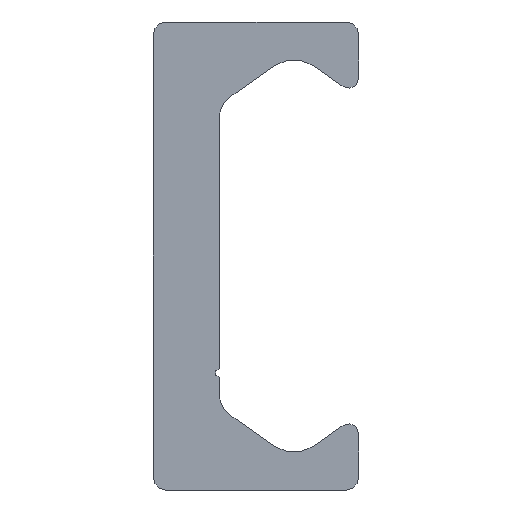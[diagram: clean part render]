
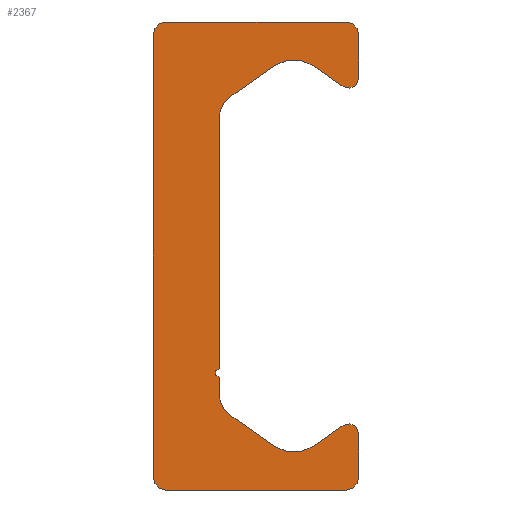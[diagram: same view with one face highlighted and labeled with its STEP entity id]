
A CAD part, left-side view. The second image highlights one B-rep face of the part: STEP entity #2367.
In plain terms, the highlighted planar face has unit normal (-1, 0, 0).
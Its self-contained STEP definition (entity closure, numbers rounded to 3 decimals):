
#1476=CARTESIAN_POINT('',(0.0,5.4,-14.));
#1477=VERTEX_POINT('',#1476);
#1484=CARTESIAN_POINT('',(0.0,6.15,-13.25));
#1485=VERTEX_POINT('',#1484);
#1486=CARTESIAN_POINT('',(0.0,5.4,-13.25));
#1487=DIRECTION('',(1.0,0.0,0.0));
#1488=DIRECTION('',(0.0,0.0,-1.0));
#1489=AXIS2_PLACEMENT_3D('',#1486,#1487,#1488);
#1490=CIRCLE('',#1489,0.75);
#1491=EDGE_CURVE('',#1477,#1485,#1490,.T.);
#1515=CARTESIAN_POINT('',(0.0,-5.4,-14.));
#1516=VERTEX_POINT('',#1515);
#1523=CARTESIAN_POINT('',(0.0,-5.4,-14.));
#1524=DIRECTION('',(0.0,1.0,0.0));
#1525=VECTOR('',#1524,10.8);
#1526=LINE('',#1523,#1525);
#1527=EDGE_CURVE('',#1516,#1477,#1526,.T.);
#1547=CARTESIAN_POINT('',(0.0,-6.15,-13.25));
#1548=VERTEX_POINT('',#1547);
#1555=CARTESIAN_POINT('',(0.0,-5.4,-13.25));
#1556=DIRECTION('',(1.0,0.0,0.0));
#1557=DIRECTION('',(0.0,-1.0,0.0));
#1558=AXIS2_PLACEMENT_3D('',#1555,#1556,#1557);
#1559=CIRCLE('',#1558,0.75);
#1560=EDGE_CURVE('',#1548,#1516,#1559,.T.);
#1579=CARTESIAN_POINT('',(0.0,-6.15,-10.63));
#1580=VERTEX_POINT('',#1579);
#1587=CARTESIAN_POINT('',(0.0,-6.15,-10.63));
#1588=DIRECTION('',(0.0,0.0,-1.0));
#1589=VECTOR('',#1588,2.62);
#1590=LINE('',#1587,#1589);
#1591=EDGE_CURVE('',#1580,#1548,#1590,.T.);
#1611=CARTESIAN_POINT('',(0.0,-5.206,-10.139));
#1612=VERTEX_POINT('',#1611);
#1619=CARTESIAN_POINT('',(0.0,-5.55,-10.63));
#1620=DIRECTION('',(1.0,0.0,0.0));
#1621=DIRECTION('',(0.0,0.574,0.819));
#1622=AXIS2_PLACEMENT_3D('',#1619,#1620,#1621);
#1623=CIRCLE('',#1622,0.6);
#1624=EDGE_CURVE('',#1612,#1580,#1623,.T.);
#1643=CARTESIAN_POINT('',(0.0,-3.417,-11.391));
#1644=VERTEX_POINT('',#1643);
#1651=CARTESIAN_POINT('',(0.0,-3.417,-11.391));
#1652=DIRECTION('',(0.0,-0.819,0.574));
#1653=VECTOR('',#1652,2.184);
#1654=LINE('',#1651,#1653);
#1655=EDGE_CURVE('',#1644,#1612,#1654,.T.);
#1675=CARTESIAN_POINT('',(0.0,-1.123,-11.391));
#1676=VERTEX_POINT('',#1675);
#1683=CARTESIAN_POINT('',(0.0,-2.27,-9.753));
#1684=DIRECTION('',(-1.0,0.0,0.0));
#1685=DIRECTION('',(0.0,0.574,0.819));
#1686=AXIS2_PLACEMENT_3D('',#1683,#1684,#1685);
#1687=CIRCLE('',#1686,2.0);
#1688=EDGE_CURVE('',#1676,#1644,#1687,.T.);
#1707=CARTESIAN_POINT('',(0.0,1.56,-9.512));
#1708=VERTEX_POINT('',#1707);
#1715=CARTESIAN_POINT('',(0.0,1.56,-9.512));
#1716=DIRECTION('',(0.0,-0.819,-0.574));
#1717=VECTOR('',#1716,3.276);
#1718=LINE('',#1715,#1717);
#1719=EDGE_CURVE('',#1708,#1676,#1718,.T.);
#1739=CARTESIAN_POINT('',(0.0,2.2,-8.283));
#1740=VERTEX_POINT('',#1739);
#1747=CARTESIAN_POINT('',(0.0,0.7,-8.283));
#1748=DIRECTION('',(-1.0,0.0,0.0));
#1749=DIRECTION('',(0.0,-0.574,0.819));
#1750=AXIS2_PLACEMENT_3D('',#1747,#1748,#1749);
#1751=CIRCLE('',#1750,1.5);
#1752=EDGE_CURVE('',#1740,#1708,#1751,.T.);
#1771=CARTESIAN_POINT('',(0.0,2.2,-7.25));
#1772=VERTEX_POINT('',#1771);
#1779=CARTESIAN_POINT('',(0.0,2.2,-7.25));
#1780=DIRECTION('',(0.0,0.0,-1.0));
#1781=VECTOR('',#1780,1.033);
#1782=LINE('',#1779,#1781);
#1783=EDGE_CURVE('',#1772,#1740,#1782,.T.);
#1803=CARTESIAN_POINT('',(0.0,2.2,-6.75));
#1804=VERTEX_POINT('',#1803);
#1811=CARTESIAN_POINT('',(0.0,2.2,-7.));
#1812=DIRECTION('',(-1.0,0.0,0.0));
#1813=DIRECTION('',(0.0,0.0,1.0));
#1814=AXIS2_PLACEMENT_3D('',#1811,#1812,#1813);
#1815=CIRCLE('',#1814,0.25);
#1816=EDGE_CURVE('',#1804,#1772,#1815,.T.);
#1835=CARTESIAN_POINT('',(0.0,2.2,8.283));
#1836=VERTEX_POINT('',#1835);
#1843=CARTESIAN_POINT('',(0.0,2.2,8.283));
#1844=DIRECTION('',(0.0,0.0,-1.0));
#1845=VECTOR('',#1844,15.033);
#1846=LINE('',#1843,#1845);
#1847=EDGE_CURVE('',#1836,#1804,#1846,.T.);
#1954=CARTESIAN_POINT('',(0.0,1.56,9.512));
#1955=VERTEX_POINT('',#1954);
#1962=CARTESIAN_POINT('',(0.0,0.7,8.283));
#1963=DIRECTION('',(-1.0,0.0,0.0));
#1964=DIRECTION('',(0.0,-1.0,0.0));
#1965=AXIS2_PLACEMENT_3D('',#1962,#1963,#1964);
#1966=CIRCLE('',#1965,1.5);
#1967=EDGE_CURVE('',#1955,#1836,#1966,.T.);
#1986=CARTESIAN_POINT('',(0.0,-1.123,11.391));
#1987=VERTEX_POINT('',#1986);
#1994=CARTESIAN_POINT('',(0.0,-1.123,11.391));
#1995=DIRECTION('',(0.0,0.819,-0.574));
#1996=VECTOR('',#1995,3.276);
#1997=LINE('',#1994,#1996);
#1998=EDGE_CURVE('',#1987,#1955,#1997,.T.);
#2018=CARTESIAN_POINT('',(0.0,-3.417,11.391));
#2019=VERTEX_POINT('',#2018);
#2026=CARTESIAN_POINT('',(0.0,-2.27,9.753));
#2027=DIRECTION('',(-1.0,0.0,0.0));
#2028=DIRECTION('',(0.0,-0.574,-0.819));
#2029=AXIS2_PLACEMENT_3D('',#2026,#2027,#2028);
#2030=CIRCLE('',#2029,2.0);
#2031=EDGE_CURVE('',#2019,#1987,#2030,.T.);
#2050=CARTESIAN_POINT('',(0.0,-5.206,10.139));
#2051=VERTEX_POINT('',#2050);
#2058=CARTESIAN_POINT('',(0.0,-5.206,10.139));
#2059=DIRECTION('',(0.0,0.819,0.574));
#2060=VECTOR('',#2059,2.184);
#2061=LINE('',#2058,#2060);
#2062=EDGE_CURVE('',#2051,#2019,#2061,.T.);
#2082=CARTESIAN_POINT('',(0.0,-6.15,10.63));
#2083=VERTEX_POINT('',#2082);
#2090=CARTESIAN_POINT('',(0.0,-5.55,10.63));
#2091=DIRECTION('',(1.0,0.0,0.0));
#2092=DIRECTION('',(0.0,-1.0,0.0));
#2093=AXIS2_PLACEMENT_3D('',#2090,#2091,#2092);
#2094=CIRCLE('',#2093,0.6);
#2095=EDGE_CURVE('',#2083,#2051,#2094,.T.);
#2114=CARTESIAN_POINT('',(0.0,-6.15,13.25));
#2115=VERTEX_POINT('',#2114);
#2122=CARTESIAN_POINT('',(0.0,-6.15,13.25));
#2123=DIRECTION('',(0.0,0.0,-1.0));
#2124=VECTOR('',#2123,2.62);
#2125=LINE('',#2122,#2124);
#2126=EDGE_CURVE('',#2115,#2083,#2125,.T.);
#2146=CARTESIAN_POINT('',(0.0,-5.4,14.));
#2147=VERTEX_POINT('',#2146);
#2154=CARTESIAN_POINT('',(0.0,-5.4,13.25));
#2155=DIRECTION('',(1.0,0.0,0.0));
#2156=DIRECTION('',(0.0,0.0,1.0));
#2157=AXIS2_PLACEMENT_3D('',#2154,#2155,#2156);
#2158=CIRCLE('',#2157,0.75);
#2159=EDGE_CURVE('',#2147,#2115,#2158,.T.);
#2178=CARTESIAN_POINT('',(0.0,5.4,14.));
#2179=VERTEX_POINT('',#2178);
#2186=CARTESIAN_POINT('',(0.0,5.4,14.));
#2187=DIRECTION('',(0.0,-1.0,0.0));
#2188=VECTOR('',#2187,10.8);
#2189=LINE('',#2186,#2188);
#2190=EDGE_CURVE('',#2179,#2147,#2189,.T.);
#2210=CARTESIAN_POINT('',(0.0,6.15,13.25));
#2211=VERTEX_POINT('',#2210);
#2218=CARTESIAN_POINT('',(0.0,5.4,13.25));
#2219=DIRECTION('',(1.0,0.0,0.0));
#2220=DIRECTION('',(0.0,1.0,0.0));
#2221=AXIS2_PLACEMENT_3D('',#2218,#2219,#2220);
#2222=CIRCLE('',#2221,0.75);
#2223=EDGE_CURVE('',#2211,#2179,#2222,.T.);
#2241=CARTESIAN_POINT('',(0.0,6.15,-13.25));
#2242=DIRECTION('',(0.0,0.0,1.0));
#2243=VECTOR('',#2242,26.5);
#2244=LINE('',#2241,#2243);
#2245=EDGE_CURVE('',#1485,#2211,#2244,.T.);
#2338=CARTESIAN_POINT('',(0.0,1.352,-0.021));
#2339=DIRECTION('',(1.0,0.0,0.0));
#2340=DIRECTION('',(0.0,0.0,-1.0));
#2341=AXIS2_PLACEMENT_3D('',#2338,#2339,#2340);
#2342=PLANE('',#2341);
#2343=ORIENTED_EDGE('',*,*,#2245,.F.);
#2344=ORIENTED_EDGE('',*,*,#1491,.F.);
#2345=ORIENTED_EDGE('',*,*,#1527,.F.);
#2346=ORIENTED_EDGE('',*,*,#1560,.F.);
#2347=ORIENTED_EDGE('',*,*,#1591,.F.);
#2348=ORIENTED_EDGE('',*,*,#1624,.F.);
#2349=ORIENTED_EDGE('',*,*,#1655,.F.);
#2350=ORIENTED_EDGE('',*,*,#1688,.F.);
#2351=ORIENTED_EDGE('',*,*,#1719,.F.);
#2352=ORIENTED_EDGE('',*,*,#1752,.F.);
#2353=ORIENTED_EDGE('',*,*,#1783,.F.);
#2354=ORIENTED_EDGE('',*,*,#1816,.F.);
#2355=ORIENTED_EDGE('',*,*,#1847,.F.);
#2356=ORIENTED_EDGE('',*,*,#1967,.F.);
#2357=ORIENTED_EDGE('',*,*,#1998,.F.);
#2358=ORIENTED_EDGE('',*,*,#2031,.F.);
#2359=ORIENTED_EDGE('',*,*,#2062,.F.);
#2360=ORIENTED_EDGE('',*,*,#2095,.F.);
#2361=ORIENTED_EDGE('',*,*,#2126,.F.);
#2362=ORIENTED_EDGE('',*,*,#2159,.F.);
#2363=ORIENTED_EDGE('',*,*,#2190,.F.);
#2364=ORIENTED_EDGE('',*,*,#2223,.F.);
#2365=EDGE_LOOP('',(#2343,#2344,#2345,#2346,#2347,#2348,#2349,#2350,#2351,#2352,#2353,#2354,#2355,#2356,#2357,#2358,#2359,#2360,#2361,#2362,#2363,#2364));
#2366=FACE_OUTER_BOUND('',#2365,.T.);
#2367=ADVANCED_FACE('',(#2366),#2342,.F.);
